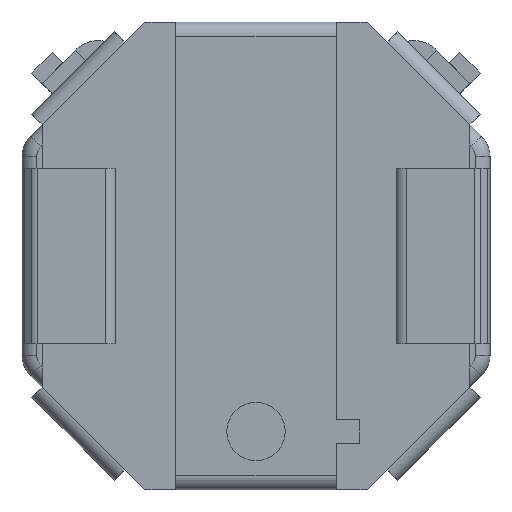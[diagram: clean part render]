
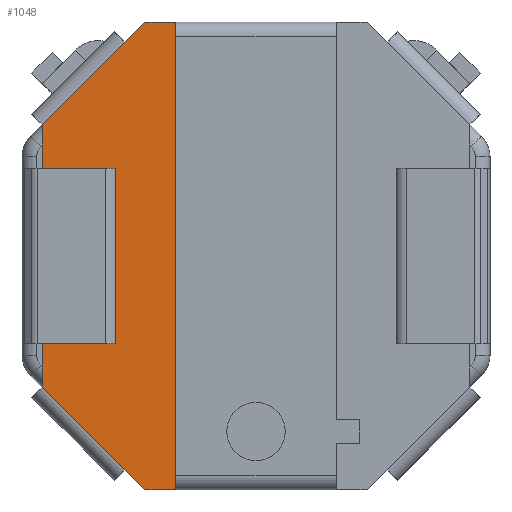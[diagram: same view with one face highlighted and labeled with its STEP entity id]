
A CAD part, front view. The second image highlights one B-rep face of the part: STEP entity #1048.
In plain terms, the highlighted planar face has unit normal (0, -1, 0).
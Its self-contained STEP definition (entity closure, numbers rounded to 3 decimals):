
#145 = EDGE_CURVE ( 'NONE', #6702, #1354, #931, .T. ) ;
#287 = CARTESIAN_POINT ( 'NONE',  ( -3.657, 0.1, -2.243 ) ) ;
#415 = LINE ( 'NONE', #2946, #2849 ) ;
#417 = LINE ( 'NONE', #6828, #6202 ) ;
#523 = CARTESIAN_POINT ( 'NONE',  ( -1.375, 0.1, -4. ) ) ;
#601 = DIRECTION ( 'NONE',  ( 1., 0., 0. ) ) ;
#606 = ORIENTED_EDGE ( 'NONE', *, *, #4827, .T. ) ;
#617 = VERTEX_POINT ( 'NONE', #7253 ) ;
#718 = ORIENTED_EDGE ( 'NONE', *, *, #2252, .F. ) ;
#779 = CARTESIAN_POINT ( 'NONE',  ( -2.243, 0.1, -3.657 ) ) ;
#798 = ORIENTED_EDGE ( 'NONE', *, *, #6057, .F. ) ;
#889 = CARTESIAN_POINT ( 'NONE',  ( -2.4, 0.1, -1.5 ) ) ;
#922 = FACE_OUTER_BOUND ( 'NONE', #1227, .T. ) ;
#931 = LINE ( 'NONE', #4929, #5549 ) ;
#986 = CARTESIAN_POINT ( 'NONE',  ( -1.375, 0.1, 4. ) ) ;
#1048 = ADVANCED_FACE ( 'NONE', ( #922 ), #3699, .F. ) ;
#1157 = VECTOR ( 'NONE', #1297, 1000. ) ;
#1227 = EDGE_LOOP ( 'NONE', ( #718, #1485, #6463, #2962, #798, #4732, #5682, #6246, #4213, #606, #5818, #4964 ) ) ;
#1297 = DIRECTION ( 'NONE',  ( -0.707, 0., 0.707 ) ) ;
#1345 = LINE ( 'NONE', #287, #7143 ) ;
#1354 = VERTEX_POINT ( 'NONE', #779 ) ;
#1408 = VECTOR ( 'NONE', #5509, 1000. ) ;
#1465 = VERTEX_POINT ( 'NONE', #5971 ) ;
#1475 = CARTESIAN_POINT ( 'NONE',  ( -3.657, 0.1, 2.243 ) ) ;
#1485 = ORIENTED_EDGE ( 'NONE', *, *, #4766, .F. ) ;
#1877 = LINE ( 'NONE', #3220, #6176 ) ;
#1917 = CARTESIAN_POINT ( 'NONE',  ( -3.657, 0.1, 1.5 ) ) ;
#1949 = LINE ( 'NONE', #6565, #4036 ) ;
#2085 = EDGE_CURVE ( 'NONE', #4328, #5618, #1877, .T. ) ;
#2252 = EDGE_CURVE ( 'NONE', #3840, #4328, #3398, .T. ) ;
#2273 = DIRECTION ( 'NONE',  ( 1., 0., 0. ) ) ;
#2614 = DIRECTION ( 'NONE',  ( 0., 0., -1. ) ) ;
#2636 = CARTESIAN_POINT ( 'NONE',  ( -1.9, 0.1, 4. ) ) ;
#2810 = EDGE_CURVE ( 'NONE', #3029, #6898, #415, .T. ) ;
#2849 = VECTOR ( 'NONE', #6336, 1000. ) ;
#2892 = LINE ( 'NONE', #523, #1408 ) ;
#2946 = CARTESIAN_POINT ( 'NONE',  ( -1.9, 0.1, 4. ) ) ;
#2962 = ORIENTED_EDGE ( 'NONE', *, *, #145, .F. ) ;
#3029 = VERTEX_POINT ( 'NONE', #2636 ) ;
#3198 = LINE ( 'NONE', #6916, #6022 ) ;
#3220 = CARTESIAN_POINT ( 'NONE',  ( -2.4, 0.1, -1.5 ) ) ;
#3398 = LINE ( 'NONE', #6181, #6226 ) ;
#3459 = VERTEX_POINT ( 'NONE', #6856 ) ;
#3590 = EDGE_CURVE ( 'NONE', #3651, #5618, #417, .T. ) ;
#3651 = VERTEX_POINT ( 'NONE', #1917 ) ;
#3699 = PLANE ( 'NONE',  #6697 ) ;
#3840 = VERTEX_POINT ( 'NONE', #6352 ) ;
#3889 = CARTESIAN_POINT ( 'NONE',  ( -1.9, 0.1, -4. ) ) ;
#4036 = VECTOR ( 'NONE', #7192, 1000. ) ;
#4065 = CARTESIAN_POINT ( 'NONE',  ( -2.243, 0.1, -3.657 ) ) ;
#4177 = DIRECTION ( 'NONE',  ( 0., 0., 1. ) ) ;
#4213 = ORIENTED_EDGE ( 'NONE', *, *, #5368, .T. ) ;
#4328 = VERTEX_POINT ( 'NONE', #889 ) ;
#4415 = DIRECTION ( 'NONE',  ( 0., 0., 1. ) ) ;
#4473 = EDGE_CURVE ( 'NONE', #5422, #3029, #5096, .T. ) ;
#4654 = DIRECTION ( 'NONE',  ( 0., 0., -1. ) ) ;
#4732 = ORIENTED_EDGE ( 'NONE', *, *, #6917, .F. ) ;
#4766 = EDGE_CURVE ( 'NONE', #617, #3840, #1345, .T. ) ;
#4827 = EDGE_CURVE ( 'NONE', #3459, #3651, #5256, .T. ) ;
#4851 = DIRECTION ( 'NONE',  ( 0., 0., -1. ) ) ;
#4899 = DIRECTION ( 'NONE',  ( -0.707, 0., 0.707 ) ) ;
#4929 = CARTESIAN_POINT ( 'NONE',  ( -1.9, 0.1, -4. ) ) ;
#4964 = ORIENTED_EDGE ( 'NONE', *, *, #2085, .F. ) ;
#5096 = LINE ( 'NONE', #986, #7149 ) ;
#5256 = LINE ( 'NONE', #1475, #6175 ) ;
#5368 = EDGE_CURVE ( 'NONE', #6898, #3459, #1949, .T. ) ;
#5422 = VERTEX_POINT ( 'NONE', #7137 ) ;
#5432 = LINE ( 'NONE', #4065, #1157 ) ;
#5444 = CARTESIAN_POINT ( 'NONE',  ( 0., 0.1, 0. ) ) ;
#5509 = DIRECTION ( 'NONE',  ( -1., 0., 0. ) ) ;
#5549 = VECTOR ( 'NONE', #4899, 1000. ) ;
#5618 = VERTEX_POINT ( 'NONE', #5636 ) ;
#5636 = CARTESIAN_POINT ( 'NONE',  ( -2.4, 0.1, 1.5 ) ) ;
#5682 = ORIENTED_EDGE ( 'NONE', *, *, #4473, .T. ) ;
#5796 = EDGE_CURVE ( 'NONE', #1354, #617, #5432, .T. ) ;
#5818 = ORIENTED_EDGE ( 'NONE', *, *, #3590, .T. ) ;
#5971 = CARTESIAN_POINT ( 'NONE',  ( -1.375, 0.1, -4. ) ) ;
#6022 = VECTOR ( 'NONE', #4654, 1000. ) ;
#6057 = EDGE_CURVE ( 'NONE', #1465, #6702, #2892, .T. ) ;
#6175 = VECTOR ( 'NONE', #2614, 1000. ) ;
#6176 = VECTOR ( 'NONE', #4415, 1000. ) ;
#6181 = CARTESIAN_POINT ( 'NONE',  ( -4., 0.1, -1.5 ) ) ;
#6202 = VECTOR ( 'NONE', #601, 1000. ) ;
#6226 = VECTOR ( 'NONE', #2273, 1000. ) ;
#6246 = ORIENTED_EDGE ( 'NONE', *, *, #2810, .T. ) ;
#6336 = DIRECTION ( 'NONE',  ( -0.707, 0., -0.707 ) ) ;
#6352 = CARTESIAN_POINT ( 'NONE',  ( -3.657, 0.1, -1.5 ) ) ;
#6463 = ORIENTED_EDGE ( 'NONE', *, *, #5796, .F. ) ;
#6565 = CARTESIAN_POINT ( 'NONE',  ( -2.243, 0.1, 3.657 ) ) ;
#6697 = AXIS2_PLACEMENT_3D ( 'NONE', #5444, #7094, #4851 ) ;
#6702 = VERTEX_POINT ( 'NONE', #3889 ) ;
#6828 = CARTESIAN_POINT ( 'NONE',  ( -4., 0.1, 1.5 ) ) ;
#6856 = CARTESIAN_POINT ( 'NONE',  ( -3.657, 0.1, 2.243 ) ) ;
#6898 = VERTEX_POINT ( 'NONE', #6983 ) ;
#6916 = CARTESIAN_POINT ( 'NONE',  ( -1.375, 0.1, 0. ) ) ;
#6917 = EDGE_CURVE ( 'NONE', #5422, #1465, #3198, .T. ) ;
#6983 = CARTESIAN_POINT ( 'NONE',  ( -2.243, 0.1, 3.657 ) ) ;
#7094 = DIRECTION ( 'NONE',  ( 0., 1., 0. ) ) ;
#7102 = DIRECTION ( 'NONE',  ( -1., 0., 0. ) ) ;
#7137 = CARTESIAN_POINT ( 'NONE',  ( -1.375, 0.1, 4. ) ) ;
#7143 = VECTOR ( 'NONE', #4177, 1000. ) ;
#7149 = VECTOR ( 'NONE', #7102, 1000. ) ;
#7192 = DIRECTION ( 'NONE',  ( -0.707, 0., -0.707 ) ) ;
#7253 = CARTESIAN_POINT ( 'NONE',  ( -3.657, 0.1, -2.243 ) ) ;
